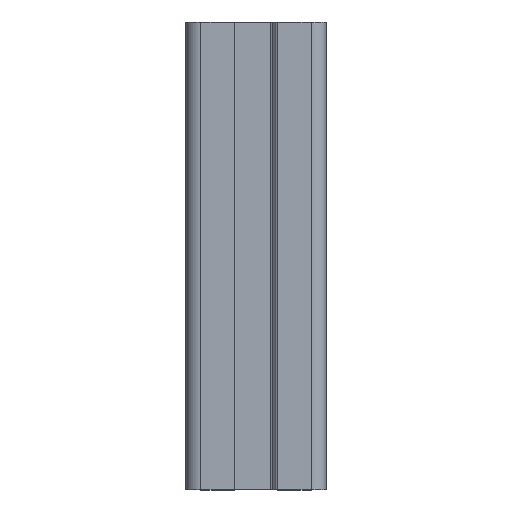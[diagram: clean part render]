
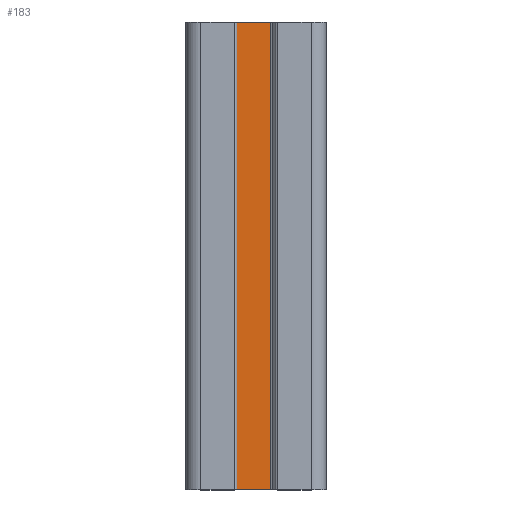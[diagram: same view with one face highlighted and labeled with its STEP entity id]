
A CAD part, top view. The second image highlights one B-rep face of the part: STEP entity #183.
In plain terms, the highlighted planar face has unit normal (0, 0, 1).
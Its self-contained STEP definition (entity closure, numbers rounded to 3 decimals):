
#183 = ADVANCED_FACE( '', ( #394 ), #395, .T. );
#394 = FACE_OUTER_BOUND( '', #629, .T. );
#395 = PLANE( '', #630 );
#629 = EDGE_LOOP( '', ( #1133, #1134, #1135, #1136 ) );
#630 = AXIS2_PLACEMENT_3D( '', #1137, #1138, #1139 );
#1133 = ORIENTED_EDGE( '', *, *, #1676, .F. );
#1134 = ORIENTED_EDGE( '', *, *, #1522, .F. );
#1135 = ORIENTED_EDGE( '', *, *, #1585, .T. );
#1136 = ORIENTED_EDGE( '', *, *, #1511, .T. );
#1137 = CARTESIAN_POINT( '', ( 3.104, 100., 5.15 ) );
#1138 = DIRECTION( '', ( 0., 0., 1. ) );
#1139 = DIRECTION( '', ( 1., 0., 0. ) );
#1511 = EDGE_CURVE( '', #1840, #1837, #1841, .T. );
#1522 = EDGE_CURVE( '', #1857, #1853, #1859, .T. );
#1585 = EDGE_CURVE( '', #1857, #1840, #1958, .T. );
#1676 = EDGE_CURVE( '', #1853, #1837, #2097, .T. );
#1837 = VERTEX_POINT( '', #2307 );
#1840 = VERTEX_POINT( '', #2310 );
#1841 = LINE( '', #2311, #2312 );
#1853 = VERTEX_POINT( '', #2326 );
#1857 = VERTEX_POINT( '', #2331 );
#1859 = LINE( '', #2333, #2334 );
#1958 = LINE( '', #2469, #2470 );
#2097 = LINE( '', #2647, #2648 );
#2307 = CARTESIAN_POINT( '', ( -4.236, 0., 5.15 ) );
#2310 = CARTESIAN_POINT( '', ( -4.236, 100., 5.15 ) );
#2311 = CARTESIAN_POINT( '', ( -4.236, 100., 5.15 ) );
#2312 = VECTOR( '', #2826, 1000. );
#2326 = CARTESIAN_POINT( '', ( 3.104, 0., 5.15 ) );
#2331 = CARTESIAN_POINT( '', ( 3.104, 100., 5.15 ) );
#2333 = CARTESIAN_POINT( '', ( 3.104, 100., 5.15 ) );
#2334 = VECTOR( '', #2845, 1000. );
#2469 = CARTESIAN_POINT( '', ( 3.104, 100., 5.15 ) );
#2470 = VECTOR( '', #2918, 1000. );
#2647 = CARTESIAN_POINT( '', ( 3.104, 0., 5.15 ) );
#2648 = VECTOR( '', #3062, 1000. );
#2826 = DIRECTION( '', ( 0., -1., 0. ) );
#2845 = DIRECTION( '', ( 0., -1., 0. ) );
#2918 = DIRECTION( '', ( -1., 0., 0. ) );
#3062 = DIRECTION( '', ( -1., 0., 0. ) );
